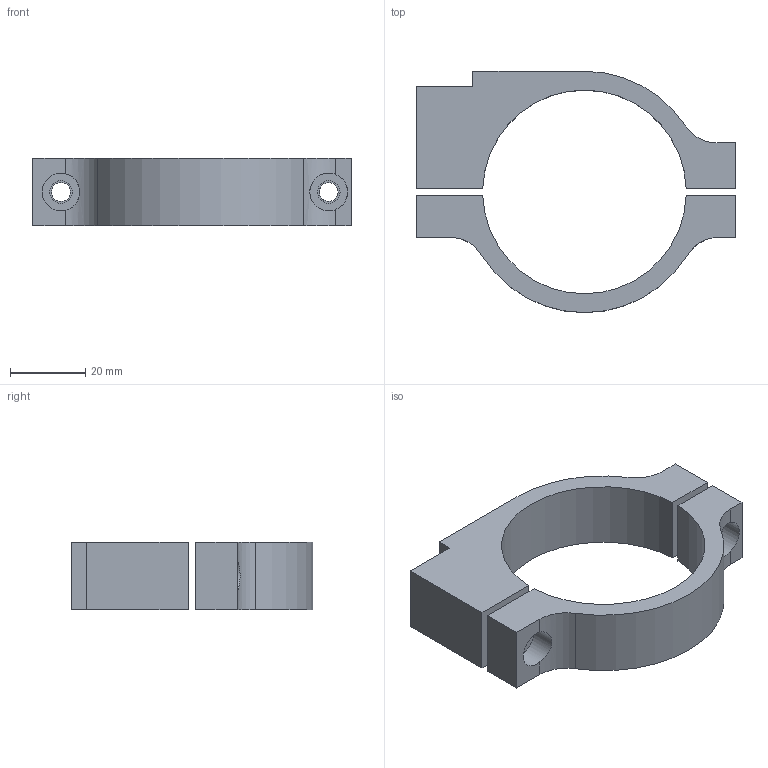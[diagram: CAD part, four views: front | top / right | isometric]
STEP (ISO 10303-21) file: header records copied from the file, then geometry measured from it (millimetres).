
FILE_DESCRIPTION( ( 'STEP AP203' ), '1' );
FILE_NAME( ' ', ' ', ( ' ' ), ( ' ' ), 'PSStep 10.0', ' ', ' ' );
FILE_SCHEMA( ( 'CONFIG_CONTROL_DESIGN' ) );
Length unit declared in the file: millimetre
Products named in the file (2): 1; 2
Bounding box: 84.5 x 64 x 18 mm (x, y, z)
Volume: 30776.3 mm3; surface area: 13322.4 mm2
Topology: 2 solids, 2 shells, 33 faces, 90 edges, 60 vertices
Faces by surface type: plane 20, cylinder 13
Full cylindrical faces by diameter (mm): 5 x2, 6 x2, 10 x2
Entity records: 1204 total; most frequent: CARTESIAN_POINT 286, DIRECTION 174, ORIENTED_EDGE 162, EDGE_CURVE 81, AXIS2_PLACEMENT_3D 61, VERTEX_POINT 57, LINE 52, VECTOR 52
